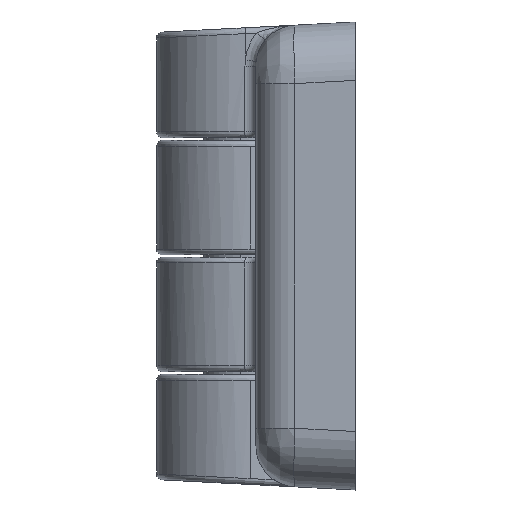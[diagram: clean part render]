
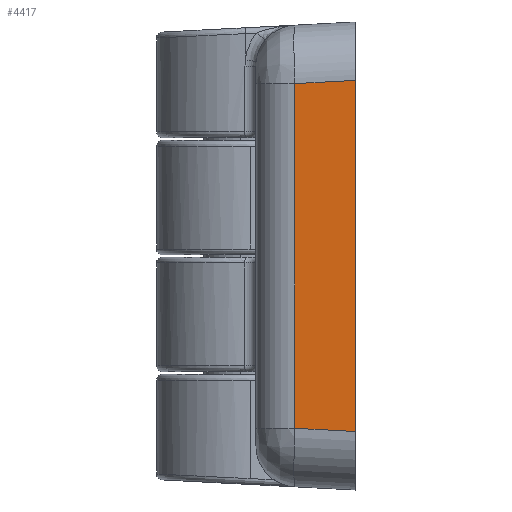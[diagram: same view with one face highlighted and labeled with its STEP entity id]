
A CAD part, left-side view. The second image highlights one B-rep face of the part: STEP entity #4417.
In plain terms, the highlighted face is planar.
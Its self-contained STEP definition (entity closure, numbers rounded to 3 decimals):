
#558 = DIRECTION ( 'NONE',  ( 0., 0., -1. ) ) ;
#563 = CARTESIAN_POINT ( 'NONE',  ( 30., -9., 20. ) ) ;
#1515 = DIRECTION ( 'NONE',  ( 0., 0., 1. ) ) ;
#1520 = CARTESIAN_POINT ( 'NONE',  ( 29.728, -3.817, 20. ) ) ;
#1848 = CARTESIAN_POINT ( 'NONE',  ( 29.728, -3.817, -14.735 ) ) ;
#1900 = CARTESIAN_POINT ( 'NONE',  ( 29.728, -3.817, 14.735 ) ) ;
#2309 = VERTEX_POINT ( 'NONE', #5010 ) ;
#2311 = VERTEX_POINT ( 'NONE', #5012 ) ;
#2363 = VERTEX_POINT ( 'NONE', #1848 ) ;
#2648 = VERTEX_POINT ( 'NONE', #1900 ) ;
#3070 = ORIENTED_EDGE ( 'NONE', *, *, #4766, .T. ) ;
#3071 = ORIENTED_EDGE ( 'NONE', *, *, #4779, .T. ) ;
#3072 = ORIENTED_EDGE ( 'NONE', *, *, #4562, .T. ) ;
#3073 = ORIENTED_EDGE ( 'NONE', *, *, #4710, .T. ) ;
#3171 = EDGE_LOOP ( 'NONE', ( #3070, #3071, #3072, #3073 ) ) ;
#3557 = FACE_OUTER_BOUND ( 'NONE', #3171, .T. ) ;
#3624 = LINE ( 'NONE', #3965, #3646 ) ;
#3646 = VECTOR ( 'NONE', #3954, 1000. ) ;
#3707 = LINE ( 'NONE', #563, #3714 ) ;
#3714 = VECTOR ( 'NONE', #558, 1000. ) ;
#3768 = LINE ( 'NONE', #5897, #3771 ) ;
#3771 = VECTOR ( 'NONE', #5898, 1000. ) ;
#3779 = LINE ( 'NONE', #1520, #3783 ) ;
#3783 = VECTOR ( 'NONE', #1515, 1000. ) ;
#3940 = PLANE ( 'NONE',  #4564 ) ;
#3944 = CARTESIAN_POINT ( 'NONE',  ( 30., -9., 20. ) ) ;
#3951 = DIRECTION ( 'NONE',  ( 0.999, 0.052, 0. ) ) ;
#3953 = DIRECTION ( 'NONE',  ( -0.052, 0.999, 0. ) ) ;
#3954 = DIRECTION ( 'NONE',  ( 0.052, -0.997, 0.052 ) ) ;
#3965 = CARTESIAN_POINT ( 'NONE',  ( 30.014, -9.26, 15.02 ) ) ;
#4417 = ADVANCED_FACE ( 'NONE', ( #3557 ), #3940, .T. ) ;
#4562 = EDGE_CURVE ( 'NONE', #2648, #2309, #3624, .T. ) ;
#4564 = AXIS2_PLACEMENT_3D ( 'NONE', #3944, #3951, #3953 ) ;
#4710 = EDGE_CURVE ( 'NONE', #2309, #2311, #3707, .T. ) ;
#4766 = EDGE_CURVE ( 'NONE', #2311, #2363, #3768, .T. ) ;
#4779 = EDGE_CURVE ( 'NONE', #2363, #2648, #3779, .T. ) ;
#5010 = CARTESIAN_POINT ( 'NONE',  ( 30., -9., 15.007 ) ) ;
#5012 = CARTESIAN_POINT ( 'NONE',  ( 30., -9., -15.007 ) ) ;
#5897 = CARTESIAN_POINT ( 'NONE',  ( 29.904, -7.175, -14.911 ) ) ;
#5898 = DIRECTION ( 'NONE',  ( -0.052, 0.997, 0.052 ) ) ;
